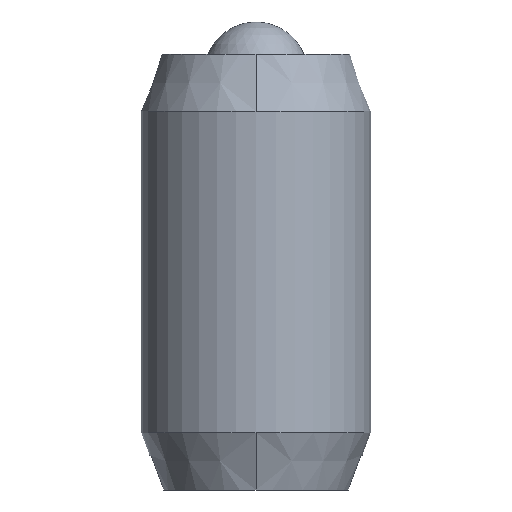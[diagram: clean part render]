
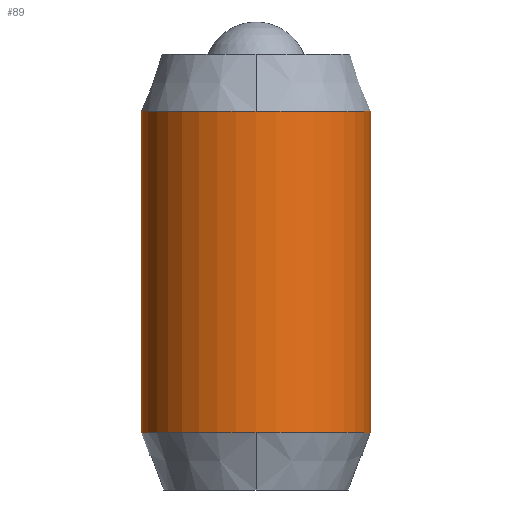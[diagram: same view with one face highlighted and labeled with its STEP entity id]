
A CAD part, front view. The second image highlights one B-rep face of the part: STEP entity #89.
In plain terms, the highlighted cylindrical face has radius 5 mm (diameter 10 mm), a partial arc.
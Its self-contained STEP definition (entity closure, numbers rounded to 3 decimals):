
#89=ADVANCED_FACE('',(#172),#173,.T.);
#172=FACE_OUTER_BOUND('',#262,.T.);
#173=CYLINDRICAL_SURFACE('',#263,5.0);
#262=EDGE_LOOP('',(#405,#406,#407,#408,#409,#410));
#263=AXIS2_PLACEMENT_3D('',#411,#412,#413);
#405=ORIENTED_EDGE('',*,*,#488,.T.);
#406=ORIENTED_EDGE('',*,*,#498,.T.);
#407=ORIENTED_EDGE('',*,*,#533,.T.);
#408=ORIENTED_EDGE('',*,*,#491,.T.);
#409=ORIENTED_EDGE('',*,*,#507,.T.);
#410=ORIENTED_EDGE('',*,*,#530,.T.);
#411=CARTESIAN_POINT('',(0.0,0.0,9.5));
#412=DIRECTION('',(0.0,0.0,1.0));
#413=DIRECTION('',(1.0,0.0,0.0));
#488=EDGE_CURVE('',#560,#561,#562,.T.);
#491=EDGE_CURVE('',#567,#565,#568,.T.);
#498=EDGE_CURVE('',#561,#577,#579,.T.);
#507=EDGE_CURVE('',#565,#593,#595,.T.);
#530=EDGE_CURVE('',#593,#560,#626,.T.);
#533=EDGE_CURVE('',#577,#567,#629,.T.);
#560=VERTEX_POINT('',#666);
#561=VERTEX_POINT('',#667);
#562=LINE('',#668,#669);
#565=VERTEX_POINT('',#672);
#567=VERTEX_POINT('',#674);
#568=LINE('',#675,#676);
#577=VERTEX_POINT('',#686);
#579=CIRCLE('',#689,5.0);
#593=VERTEX_POINT('',#722);
#595=CIRCLE('',#725,5.0);
#626=CIRCLE('',#780,5.0);
#629=CIRCLE('',#783,5.0);
#666=CARTESIAN_POINT('',(5.0,0.,2.5));
#667=CARTESIAN_POINT('',(5.0,0.,16.5));
#668=CARTESIAN_POINT('',(5.0,0.,9.5));
#669=VECTOR('',#821,1.0);
#672=CARTESIAN_POINT('',(-5.0,0.,2.5));
#674=CARTESIAN_POINT('',(-5.0,0.,16.5));
#675=CARTESIAN_POINT('',(-5.0,0.,9.5));
#676=VECTOR('',#828,1.0);
#686=CARTESIAN_POINT('',(0.,-5.0,16.5));
#689=AXIS2_PLACEMENT_3D('',#840,#841,#842);
#722=CARTESIAN_POINT('',(0.,-5.0,2.5));
#725=AXIS2_PLACEMENT_3D('',#854,#855,#856);
#780=AXIS2_PLACEMENT_3D('',#881,#882,#883);
#783=AXIS2_PLACEMENT_3D('',#887,#888,#889);
#821=DIRECTION('',(0.0,0.0,1.0));
#828=DIRECTION('',(-0.0,-0.0,-1.0));
#840=CARTESIAN_POINT('',(0.0,0.0,16.5));
#841=DIRECTION('',(0.,0.0,-1.0));
#842=DIRECTION('',(1.0,0.0,0.));
#854=CARTESIAN_POINT('',(0.0,0.0,2.5));
#855=DIRECTION('',(0.,0.0,1.0));
#856=DIRECTION('',(1.0,0.0,0.));
#881=CARTESIAN_POINT('',(0.0,0.0,2.5));
#882=DIRECTION('',(0.,0.0,1.0));
#883=DIRECTION('',(1.0,0.0,0.));
#887=CARTESIAN_POINT('',(0.0,0.0,16.5));
#888=DIRECTION('',(0.,0.0,-1.0));
#889=DIRECTION('',(1.0,0.0,0.));
